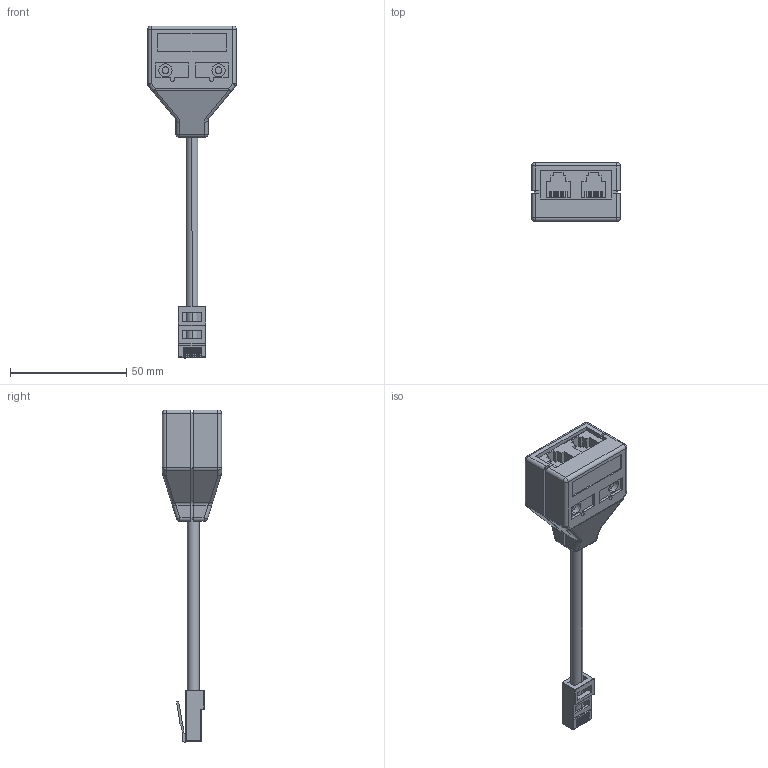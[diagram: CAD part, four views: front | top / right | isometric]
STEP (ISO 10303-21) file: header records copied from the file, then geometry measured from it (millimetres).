
FILE_DESCRIPTION (( 'STEP AP214' ), '1' );
FILE_NAME ('ECS208-1.STEP', '2007-11-16T20:41:54', ( ' ' ), ( ' ' ), 'SwSTEP 2.0', 'SolidWorks 2007', '' );
FILE_SCHEMA (( 'AUTOMOTIVE_DESIGN' ));
Length unit declared in the file: inch
Products named in the file (6): 3AB10-007; 3AB10-006; TFC2004-PROD_5" long; 3AB08-007; ECS208-1; TSP3088R-PROD
Assembly tree (5 placements, depth 2):
  ECS208-1
    3AB08-007
    TFC2004-PROD_5" long
    3AB10-006
    TSP3088R-PROD
    3AB10-007
Bounding box: 38.1 x 25.4 x 142.75 mm (x, y, z)
Volume: 17067.7 mm3; surface area: 18611 mm2
Topology: 5 solids, 5 shells, 560 faces, 1449 edges, 920 vertices
Faces by surface type: plane 371, cylinder 114, bspline 47, sphere 26, torus 2
Entity records: 24456 total; most frequent: CARTESIAN_POINT 5938, ORIENTED_EDGE 2854, DIRECTION 2617, EDGE_CURVE 1427, VECTOR 1091, LINE 1091, VERTEX_POINT 920, AXIS2_PLACEMENT_3D 763
